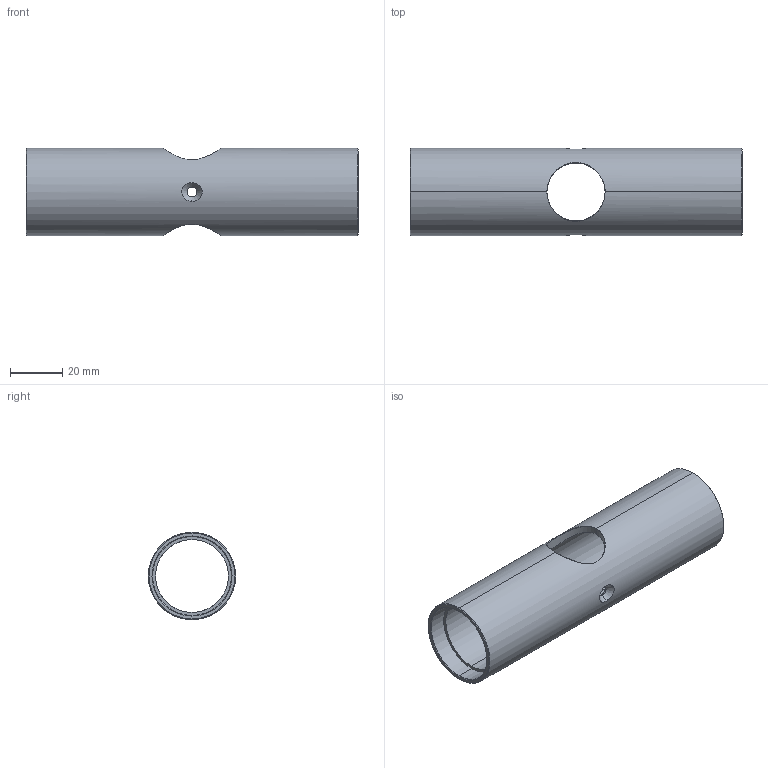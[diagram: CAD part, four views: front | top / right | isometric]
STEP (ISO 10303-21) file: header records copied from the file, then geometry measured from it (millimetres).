
FILE_DESCRIPTION (( 'STEP AP203' ), '1' );
FILE_NAME ('C006-306_4561T311_sldprt.STEP', '2016-06-02T17:06:49', ( 'Shusen Zhang' ), ( 'MathWorks' ), 'SwSTEP 2.0', 'SolidWorks 2015', '' );
FILE_SCHEMA (( 'CONFIG_CONTROL_DESIGN' ));
Length unit declared in the file: inch
Products named in the file (1): C006-306_4561T311_sldprt
Bounding box: 127 x 33.4 x 33.4 mm (x, y, z)
Volume: 29896.9 mm3; surface area: 23779.6 mm2
Topology: 1 solids, 1 shells, 36 faces, 88 edges, 52 vertices
Faces by surface type: cylinder 16, cone 12, bspline 4, plane 4
Entity records: 7018 total; most frequent: CARTESIAN_POINT 6124, ORIENTED_EDGE 176, DIRECTION 154, EDGE_CURVE 88, AXIS2_PLACEMENT_3D 61, VERTEX_POINT 52, EDGE_LOOP 44, FACE_OUTER_BOUND 36
